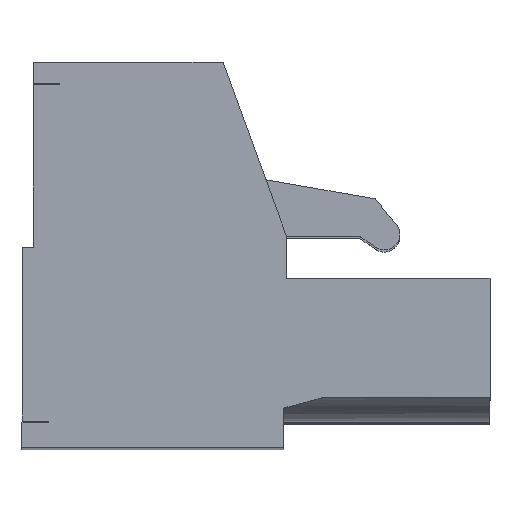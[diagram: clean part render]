
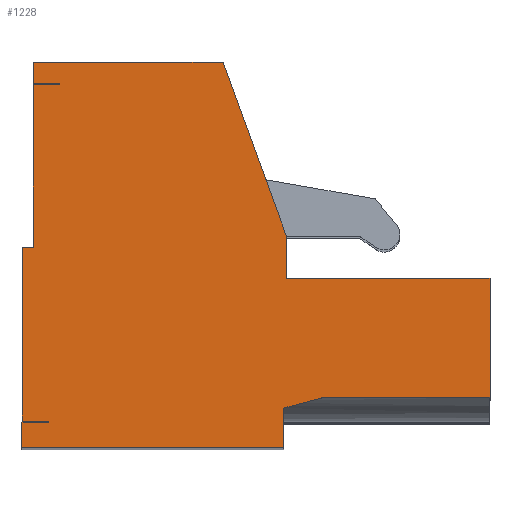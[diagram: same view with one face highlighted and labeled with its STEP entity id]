
A CAD part, top view. The second image highlights one B-rep face of the part: STEP entity #1228.
In plain terms, the highlighted planar face has unit normal (0, 0, 1).
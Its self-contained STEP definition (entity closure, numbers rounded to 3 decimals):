
#1228 = ADVANCED_FACE( '', ( #2553 ), #2554, .F. );
#2553 = FACE_OUTER_BOUND( '', #3880, .T. );
#2554 = PLANE( '', #3881 );
#3880 = EDGE_LOOP( '', ( #7353, #7354, #7355, #7356, #7357, #7358, #7359, #7360, #7361, #7362, #7363, #7364, #7365, #7366, #7367, #7368, #7369, #7370, #7371, #7372 ) );
#3881 = AXIS2_PLACEMENT_3D( '', #7373, #7374, #7375 );
#7353 = ORIENTED_EDGE( '', *, *, #8725, .T. );
#7354 = ORIENTED_EDGE( '', *, *, #8484, .T. );
#7355 = ORIENTED_EDGE( '', *, *, #8288, .T. );
#7356 = ORIENTED_EDGE( '', *, *, #8094, .T. );
#7357 = ORIENTED_EDGE( '', *, *, #8248, .T. );
#7358 = ORIENTED_EDGE( '', *, *, #7468, .T. );
#7359 = ORIENTED_EDGE( '', *, *, #8336, .F. );
#7360 = ORIENTED_EDGE( '', *, *, #8670, .T. );
#7361 = ORIENTED_EDGE( '', *, *, #8715, .F. );
#7362 = ORIENTED_EDGE( '', *, *, #7765, .T. );
#7363 = ORIENTED_EDGE( '', *, *, #8296, .T. );
#7364 = ORIENTED_EDGE( '', *, *, #7850, .T. );
#7365 = ORIENTED_EDGE( '', *, *, #8328, .T. );
#7366 = ORIENTED_EDGE( '', *, *, #8372, .T. );
#7367 = ORIENTED_EDGE( '', *, *, #8760, .F. );
#7368 = ORIENTED_EDGE( '', *, *, #8504, .T. );
#7369 = ORIENTED_EDGE( '', *, *, #7694, .T. );
#7370 = ORIENTED_EDGE( '', *, *, #7574, .T. );
#7371 = ORIENTED_EDGE( '', *, *, #7894, .T. );
#7372 = ORIENTED_EDGE( '', *, *, #8704, .T. );
#7373 = CARTESIAN_POINT( '', ( 273.592, 202.842, 145.76 ) );
#7374 = DIRECTION( '', ( 0., 0., -1. ) );
#7375 = DIRECTION( '', ( -1., 0., 0. ) );
#7468 = EDGE_CURVE( '', #8840, #8844, #8846, .T. );
#7574 = EDGE_CURVE( '', #9027, #9032, #9034, .T. );
#7694 = EDGE_CURVE( '', #9237, #9027, #9240, .T. );
#7765 = EDGE_CURVE( '', #9363, #9361, #9364, .T. );
#7850 = EDGE_CURVE( '', #9506, #9510, #9512, .T. );
#7894 = EDGE_CURVE( '', #9032, #9581, #9583, .T. );
#8094 = EDGE_CURVE( '', #9883, #9888, #9890, .T. );
#8248 = EDGE_CURVE( '', #9888, #8840, #10105, .T. );
#8288 = EDGE_CURVE( '', #10158, #9883, #10161, .T. );
#8296 = EDGE_CURVE( '', #9361, #9506, #10171, .T. );
#8328 = EDGE_CURVE( '', #9510, #10214, #10216, .T. );
#8336 = EDGE_CURVE( '', #10226, #8844, #10227, .T. );
#8372 = EDGE_CURVE( '', #10214, #10277, #10279, .T. );
#8484 = EDGE_CURVE( '', #10433, #10158, #10434, .T. );
#8504 = EDGE_CURVE( '', #10459, #9237, #10462, .T. );
#8670 = EDGE_CURVE( '', #10226, #10659, #10661, .T. );
#8704 = EDGE_CURVE( '', #9581, #10699, #10701, .T. );
#8715 = EDGE_CURVE( '', #9363, #10659, #10712, .T. );
#8725 = EDGE_CURVE( '', #10699, #10433, #10722, .T. );
#8760 = EDGE_CURVE( '', #10459, #10277, #10758, .T. );
#8840 = VERTEX_POINT( '', #10854 );
#8844 = VERTEX_POINT( '', #10859 );
#8846 = LINE( '', #10862, #10863 );
#9027 = VERTEX_POINT( '', #11105 );
#9032 = VERTEX_POINT( '', #11112 );
#9034 = LINE( '', #11115, #11116 );
#9237 = VERTEX_POINT( '', #11395 );
#9240 = LINE( '', #11400, #11401 );
#9361 = VERTEX_POINT( '', #11565 );
#9363 = VERTEX_POINT( '', #11568 );
#9364 = LINE( '', #11569, #11570 );
#9506 = VERTEX_POINT( '', #11774 );
#9510 = VERTEX_POINT( '', #11780 );
#9512 = LINE( '', #11783, #11784 );
#9581 = VERTEX_POINT( '', #11872 );
#9583 = LINE( '', #11875, #11876 );
#9883 = VERTEX_POINT( '', #12312 );
#9888 = VERTEX_POINT( '', #12319 );
#9890 = LINE( '', #12322, #12323 );
#10105 = LINE( '', #12624, #12625 );
#10158 = VERTEX_POINT( '', #12694 );
#10161 = LINE( '', #12699, #12700 );
#10171 = LINE( '', #12713, #12714 );
#10214 = VERTEX_POINT( '', #12776 );
#10216 = LINE( '', #12779, #12780 );
#10226 = VERTEX_POINT( '', #12794 );
#10227 = LINE( '', #12795, #12796 );
#10277 = VERTEX_POINT( '', #12866 );
#10279 = LINE( '', #12869, #12870 );
#10433 = VERTEX_POINT( '', #13081 );
#10434 = LINE( '', #13082, #13083 );
#10459 = VERTEX_POINT( '', #13120 );
#10462 = LINE( '', #13125, #13126 );
#10659 = VERTEX_POINT( '', #13405 );
#10661 = LINE( '', #13408, #13409 );
#10699 = VERTEX_POINT( '', #13459 );
#10701 = LINE( '', #13462, #13463 );
#10712 = LINE( '', #13475, #13476 );
#10722 = LINE( '', #13488, #13489 );
#10758 = LINE( '', #13532, #13533 );
#10854 = CARTESIAN_POINT( '', ( 265.292, 197.615, 145.76 ) );
#10859 = CARTESIAN_POINT( '', ( 266.885, 198.042, 145.76 ) );
#10862 = CARTESIAN_POINT( '', ( 266.885, 198.042, 145.76 ) );
#10863 = VECTOR( '', #13597, 1000. );
#11105 = CARTESIAN_POINT( '', ( 255.192, 204.092, 145.76 ) );
#11112 = CARTESIAN_POINT( '', ( 254.742, 204.092, 145.76 ) );
#11115 = CARTESIAN_POINT( '', ( 254.742, 204.092, 145.76 ) );
#11116 = VECTOR( '', #13713, 1000. );
#11395 = CARTESIAN_POINT( '', ( 255.192, 210.642, 145.76 ) );
#11400 = CARTESIAN_POINT( '', ( 255.192, 203.542, 145.76 ) );
#11401 = VECTOR( '', #13837, 1000. );
#11565 = CARTESIAN_POINT( '', ( 265.392, 204.542, 145.76 ) );
#11568 = CARTESIAN_POINT( '', ( 265.392, 202.842, 145.76 ) );
#11569 = CARTESIAN_POINT( '', ( 265.392, 197.642, 145.76 ) );
#11570 = VECTOR( '', #13927, 1000. );
#11774 = CARTESIAN_POINT( '', ( 262.844, 211.542, 145.76 ) );
#11780 = CARTESIAN_POINT( '', ( 255.192, 211.542, 145.76 ) );
#11783 = CARTESIAN_POINT( '', ( 255.042, 211.542, 145.76 ) );
#11784 = VECTOR( '', #14005, 1000. );
#11872 = CARTESIAN_POINT( '', ( 254.742, 197.092, 145.76 ) );
#11875 = CARTESIAN_POINT( '', ( 254.742, 196.742, 145.76 ) );
#11876 = VECTOR( '', #14071, 1000. );
#12312 = CARTESIAN_POINT( '', ( 254.742, 196.042, 145.76 ) );
#12319 = CARTESIAN_POINT( '', ( 265.292, 196.042, 145.76 ) );
#12322 = CARTESIAN_POINT( '', ( 265.392, 196.042, 145.76 ) );
#12323 = VECTOR( '', #14256, 1000. );
#12624 = CARTESIAN_POINT( '', ( 265.292, 197.642, 145.76 ) );
#12625 = VECTOR( '', #14412, 1000. );
#12694 = CARTESIAN_POINT( '', ( 254.742, 197.042, 145.76 ) );
#12699 = CARTESIAN_POINT( '', ( 254.742, 196.042, 145.76 ) );
#12700 = VECTOR( '', #14458, 1000. );
#12713 = CARTESIAN_POINT( '', ( 263.026, 211.042, 145.76 ) );
#12714 = VECTOR( '', #14468, 1000. );
#12776 = CARTESIAN_POINT( '', ( 255.192, 210.692, 145.76 ) );
#12779 = CARTESIAN_POINT( '', ( 255.192, 210.382, 145.76 ) );
#12780 = VECTOR( '', #14492, 1000. );
#12794 = CARTESIAN_POINT( '', ( 273.592, 198.042, 145.76 ) );
#12795 = CARTESIAN_POINT( '', ( 266.885, 198.042, 145.76 ) );
#12796 = VECTOR( '', #14497, 1000. );
#12866 = CARTESIAN_POINT( '', ( 256.242, 210.692, 145.76 ) );
#12869 = CARTESIAN_POINT( '', ( 255.742, 210.692, 145.76 ) );
#12870 = VECTOR( '', #14528, 1000. );
#13081 = CARTESIAN_POINT( '', ( 255.792, 197.042, 145.76 ) );
#13082 = CARTESIAN_POINT( '', ( 254.542, 197.042, 145.76 ) );
#13083 = VECTOR( '', #14643, 1000. );
#13120 = CARTESIAN_POINT( '', ( 256.242, 210.642, 145.76 ) );
#13125 = CARTESIAN_POINT( '', ( 255.942, 210.642, 145.76 ) );
#13126 = VECTOR( '', #14661, 1000. );
#13405 = CARTESIAN_POINT( '', ( 273.592, 202.842, 145.76 ) );
#13408 = CARTESIAN_POINT( '', ( 273.592, 198.942, 145.76 ) );
#13409 = VECTOR( '', #14799, 1000. );
#13459 = CARTESIAN_POINT( '', ( 255.792, 197.092, 145.76 ) );
#13462 = CARTESIAN_POINT( '', ( 256.942, 197.092, 145.76 ) );
#13463 = VECTOR( '', #14837, 1000. );
#13475 = CARTESIAN_POINT( '', ( 273.692, 202.842, 145.76 ) );
#13476 = VECTOR( '', #14842, 1000. );
#13488 = CARTESIAN_POINT( '', ( 255.792, 197.042, 145.76 ) );
#13489 = VECTOR( '', #14848, 1000. );
#13532 = CARTESIAN_POINT( '', ( 256.242, 210.232, 145.76 ) );
#13533 = VECTOR( '', #14865, 1000. );
#13597 = DIRECTION( '', ( 0.966, 0.259, 0. ) );
#13713 = DIRECTION( '', ( -1., 0., 0. ) );
#13837 = DIRECTION( '', ( 0., -1., 0. ) );
#13927 = DIRECTION( '', ( 0., 1., 0. ) );
#14005 = DIRECTION( '', ( -1., 0., 0. ) );
#14071 = DIRECTION( '', ( 0., -1., 0. ) );
#14256 = DIRECTION( '', ( 1., 0., 0. ) );
#14412 = DIRECTION( '', ( 0., 1., 0. ) );
#14458 = DIRECTION( '', ( 0., -1., 0. ) );
#14468 = DIRECTION( '', ( -0.342, 0.94, 0. ) );
#14492 = DIRECTION( '', ( 0., -1., 0. ) );
#14497 = DIRECTION( '', ( -1., 0., 0. ) );
#14528 = DIRECTION( '', ( 1., 0., 0. ) );
#14643 = DIRECTION( '', ( -1., 0., 0. ) );
#14661 = DIRECTION( '', ( -1., 0., 0. ) );
#14799 = DIRECTION( '', ( 0., 1., 0. ) );
#14837 = DIRECTION( '', ( 1., 0., 0. ) );
#14842 = DIRECTION( '', ( 1., 0., 0. ) );
#14848 = DIRECTION( '', ( 0., -1., 0. ) );
#14865 = DIRECTION( '', ( 0., 1., 0. ) );
